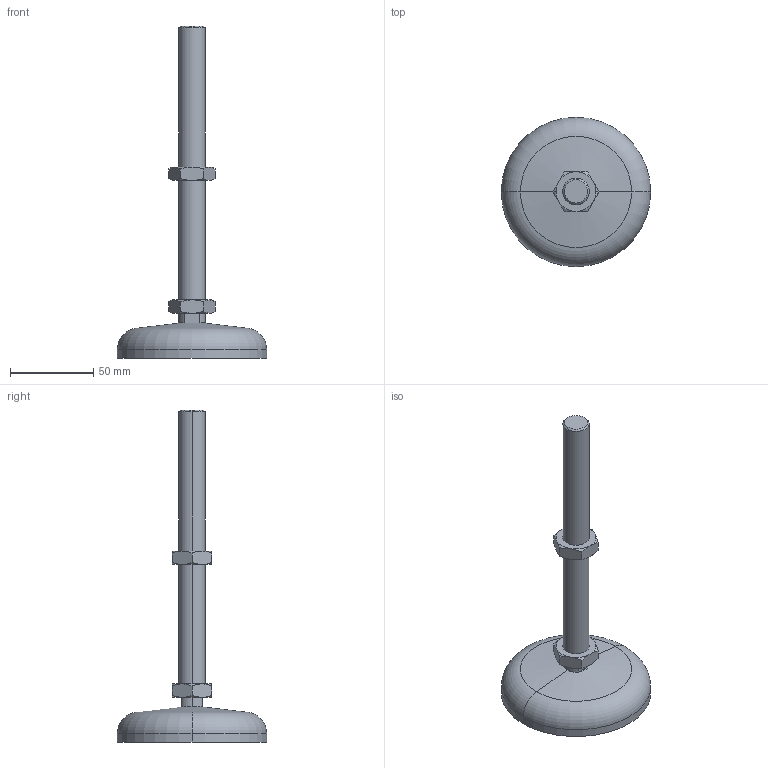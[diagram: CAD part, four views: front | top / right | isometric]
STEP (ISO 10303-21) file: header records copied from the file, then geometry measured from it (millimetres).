
FILE_DESCRIPTION(('STEP AP214'),'1');
FILE_NAME('cctmp_6C190C59-51AF-4001-BBF0-6D755B5D8F5C_2020_8_6_14_49_14_859..stp','2020-08-06T12:49:15',('Bosch Rexroth AG'),('CADClick - www.CADClick.com'),'Spatial InterOp 3D',' ','unknown authorization - (Healing Option Enabled)');
FILE_SCHEMA(('AUTOMOTIVE_DESIGN'));
Length unit declared in the file: millimetre
Products named in the file (1): 2020_08_06__14-49-14-859
Bounding box: 90 x 90 x 200 mm (x, y, z)
Volume: 83638.8 mm3; surface area: 29668 mm2
Topology: 1 solids, 2 shells, 99 faces, 212 edges, 119 vertices
Faces by surface type: cone 40, plane 25, cylinder 20, sphere 10, torus 4
Entity records: 3614 total; most frequent: CARTESIAN_POINT 709, DIRECTION 458, ORIENTED_EDGE 420, EDGE_CURVE 210, AXIS2_PLACEMENT_3D 200, VERTEX_POINT 119, EDGE_LOOP 105, STYLED_ITEM 100
